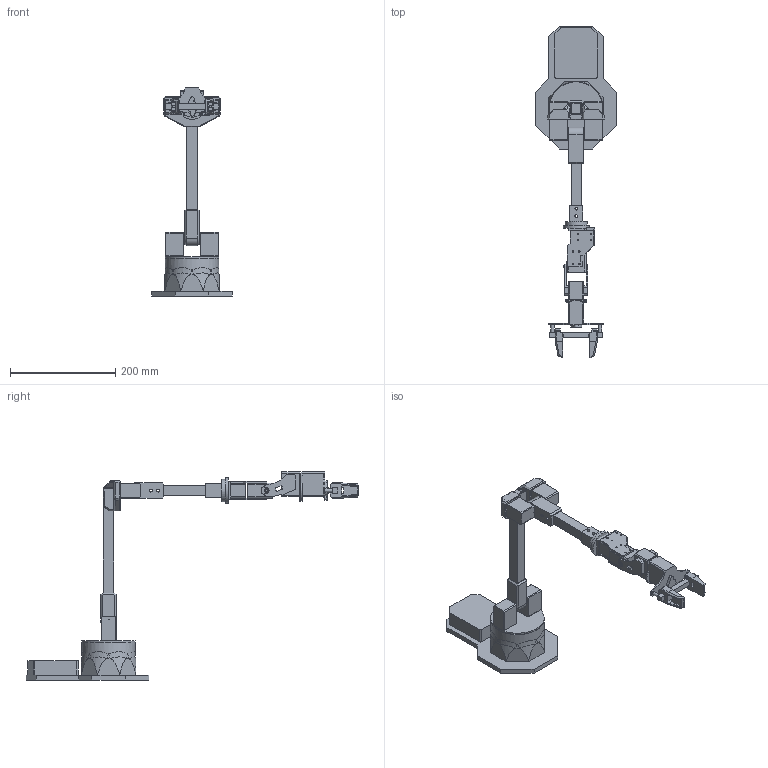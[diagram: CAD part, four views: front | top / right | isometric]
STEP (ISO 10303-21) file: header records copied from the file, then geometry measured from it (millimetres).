
FILE_DESCRIPTION(/* description */ (''),/* implementation_level */ '2;1');
FILE_NAME(/* name */ 'WXA-250-6DOF.step',/* time_stamp */ '2020-07-10T13:10:17-05:00',/* author */ (''),/* organization */ (''),/* preprocessor_version */ 'ST-DEVELOPER v18.1',/* originating_system */ 'Autodesk Translation Framework v9.3.0.1241',/* authorisation */ '');
FILE_SCHEMA (('AUTOMOTIVE_DESIGN { 1 0 10303 214 3 1 1 }'));
Length unit declared in the file: millimetre
Products named in the file (11): WXA-250-6DOF; 430 Base v3; 430 Dual Shoulder v2; UA - 6 - WX-250 v2; SIMPLIFIED - WXA-250-6DOF Upper Forearm v3; SIMPLIFIED - WXA-250-6DOF Lower Forearm v4; 430 - Wrist v3; Gripper WX250; SRG v3 (1); SRG Carriage With Finger v3; SRG v3
Assembly tree (11 placements, depth 3):
  WXA-250-6DOF
    430 Base v3
    430 Dual Shoulder v2
    UA - 6 - WX-250 v2
    SIMPLIFIED - WXA-250-6DOF Upper Forearm v3
    SIMPLIFIED - WXA-250-6DOF Lower Forearm v4
    430 - Wrist v3
    Gripper WX250
      SRG v3 (1)
      SRG Carriage With Finger v3  x2
      SRG v3
Bounding box: 153.07 x 631.15 x 395.5 mm (x, y, z)
Volume: 1681615.6 mm3; surface area: 265053.2 mm2
Topology: 8 solids, 17 shells, 836 faces, 2038 edges, 1289 vertices
Faces by surface type: plane 580, cylinder 202, bspline 25, cone 20, sphere 6, torus 3
Full cylindrical faces by diameter (mm): 2 x8, 2.1 x4, 2.597 x2, 2.598 x2, 2.599 x2, 2.6 x10, 2.7 x16, 3.8 x4, 4.427 x1, 4.9 x2, 5.1 x2, 5.7 x2, 6.3 x2, 8.017 x1, 12 x2, 19.5 x1, 20.5 x4, 40 x1, 42.5 x1, 49 x1, 62 x1, 96 x1, 102 x1, 102.181 x1
Entity records: 24644 total; most frequent: CARTESIAN_POINT 5831, DIRECTION 3848, ORIENTED_EDGE 3754, EDGE_CURVE 1881, LINE 1362, VECTOR 1362, AXIS2_PLACEMENT_3D 1243, VERTEX_POINT 1185
